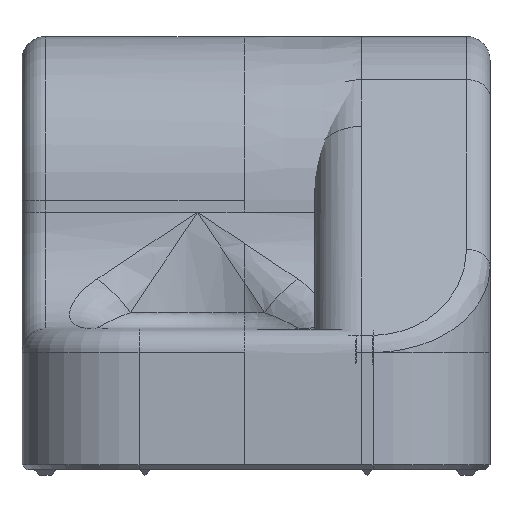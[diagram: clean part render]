
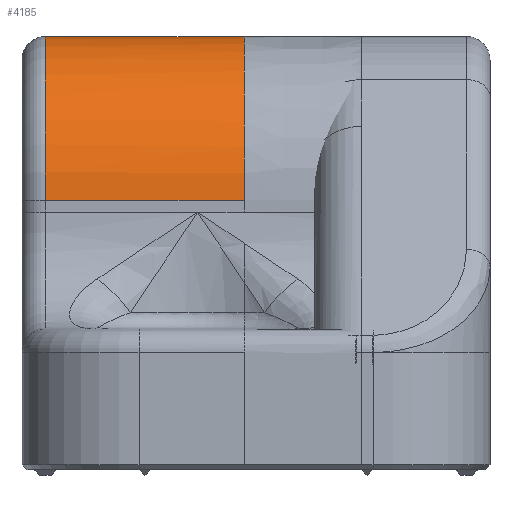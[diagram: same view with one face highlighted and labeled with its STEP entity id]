
A CAD part, front view. The second image highlights one B-rep face of the part: STEP entity #4185.
In plain terms, the highlighted cylindrical face has radius 14 mm (diameter 28 mm), a partial arc.
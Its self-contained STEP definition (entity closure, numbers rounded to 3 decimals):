
#317=LINE('',#7580,#623);
#429=LINE('',#8795,#735);
#623=VECTOR('',#5133,10.);
#735=VECTOR('',#5583,10.);
#869=CYLINDRICAL_SURFACE('',#4596,14.);
#1076=FACE_OUTER_BOUND('',#1348,.T.);
#1348=EDGE_LOOP('',(#3624,#3625,#3626,#3627,#3628));
#1481=B_SPLINE_CURVE_WITH_KNOTS('',3,(#7528,#7529,#7530,#7531,#7532,#7533,
#7534,#7535,#7536,#7537,#7538),.UNSPECIFIED.,.F.,.F.,(4,2,2,1,1,1,4),(0.325,
0.325,0.325,0.385,0.415,
0.444,0.462),.UNSPECIFIED.);
#1603=CIRCLE('',#4423,14.);
#1675=CIRCLE('',#4586,14.);
#1903=VERTEX_POINT('',#7520);
#1904=VERTEX_POINT('',#7527);
#1905=VERTEX_POINT('',#7539);
#1916=VERTEX_POINT('',#7578);
#2027=VERTEX_POINT('',#8659);
#2353=EDGE_CURVE('',#1903,#1904,#1481,.T.);
#2354=EDGE_CURVE('',#1904,#1905,#1603,.T.);
#2367=EDGE_CURVE('',#1903,#1916,#317,.T.);
#2575=EDGE_CURVE('',#2027,#1916,#1675,.T.);
#2585=EDGE_CURVE('',#2027,#1905,#429,.T.);
#3624=ORIENTED_EDGE('',*,*,#2353,.F.);
#3625=ORIENTED_EDGE('',*,*,#2367,.T.);
#3626=ORIENTED_EDGE('',*,*,#2575,.F.);
#3627=ORIENTED_EDGE('',*,*,#2585,.T.);
#3628=ORIENTED_EDGE('',*,*,#2354,.F.);
#4185=ADVANCED_FACE('',(#1076),#869,.T.);
#4423=AXIS2_PLACEMENT_3D('',#7540,#5118,#5119);
#4586=AXIS2_PLACEMENT_3D('',#8661,#5561,#5562);
#4596=AXIS2_PLACEMENT_3D('',#8796,#5584,#5585);
#5118=DIRECTION('center_axis',(1.,0.,0.));
#5119=DIRECTION('ref_axis',(0.,-0.707,0.707));
#5133=DIRECTION('',(-1.,0.,0.));
#5561=DIRECTION('center_axis',(-1.,0.,0.));
#5562=DIRECTION('ref_axis',(0.,-0.707,0.707));
#5583=DIRECTION('',(1.,0.,0.));
#5584=DIRECTION('center_axis',(1.,0.,0.));
#5585=DIRECTION('ref_axis',(0.,-0.707,0.707));
#7520=CARTESIAN_POINT('',(-48.,29.,30.));
#7527=CARTESIAN_POINT('',(-48.,18.,24.66));
#7528=CARTESIAN_POINT('Ctrl Pts',(-48.,29.,30.));
#7529=CARTESIAN_POINT('Ctrl Pts',(-48.,29.,30.));
#7530=CARTESIAN_POINT('Ctrl Pts',(-48.,29.,30.));
#7531=CARTESIAN_POINT('Ctrl Pts',(-48.,29.,30.));
#7532=CARTESIAN_POINT('Ctrl Pts',(-48.,28.999,30.));
#7533=CARTESIAN_POINT('Ctrl Pts',(-48.,27.166,30.));
#7534=CARTESIAN_POINT('Ctrl Pts',(-48.,24.419,29.452));
#7535=CARTESIAN_POINT('Ctrl Pts',(-48.,21.171,27.715));
#7536=CARTESIAN_POINT('Ctrl Pts',(-48.,19.319,26.195));
#7537=CARTESIAN_POINT('Ctrl Pts',(-48.,18.342,25.094));
#7538=CARTESIAN_POINT('Ctrl Pts',(-48.,18.,24.66));
#7539=CARTESIAN_POINT('',(-48.,15.,16.));
#7540=CARTESIAN_POINT('Origin',(-48.,29.,16.));
#7578=CARTESIAN_POINT('',(-65.,29.,30.));
#7580=CARTESIAN_POINT('',(-52.,29.,30.));
#8659=CARTESIAN_POINT('',(-65.,15.,16.));
#8661=CARTESIAN_POINT('Origin',(-65.,29.,16.));
#8795=CARTESIAN_POINT('',(-52.,15.,16.));
#8796=CARTESIAN_POINT('Origin',(-52.,29.,16.));
